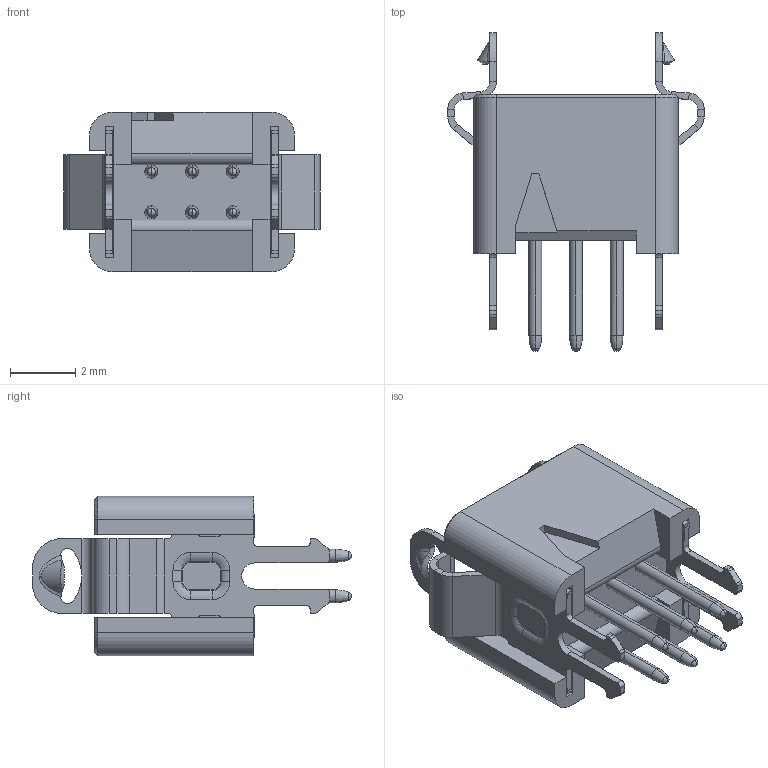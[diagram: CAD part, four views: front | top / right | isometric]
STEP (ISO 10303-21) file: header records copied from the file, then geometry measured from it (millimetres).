
FILE_DESCRIPTION((''),'2;1');
FILE_NAME('G125-MV10605L1P_ASM','2013-08-27T',('sflower'),(''),'PRO/ENGINEER BY PARAMETRIC TECHNOLOGY CORPORATION, 2013150','PRO/ENGINEER BY PARAMETRIC TECHNOLOGY CORPORATION, 2013150','');
FILE_SCHEMA(('CONFIG_CONTROL_DESIGN'));
Length unit declared in the file: millimetre
Products named in the file (4): G125-3010696; G125-1030005; G125-414; G125-MV10605L1P_ASM
Assembly tree (9 placements, depth 2):
  G125-MV10605L1P_ASM
    G125-3010696
    G125-1030005  x6
    G125-414  x2
Bounding box: 7.88 x 9.8 x 4.9 mm (x, y, z)
Volume: 79.2 mm3; surface area: 367.9 mm2
Topology: 9 solids, 9 shells, 1295 faces, 3028 edges, 1750 vertices
Faces by surface type: bspline 698, plane 273, cylinder 176, torus 140, cone 8
Entity records: 19955 total; most frequent: CARTESIAN_POINT 7112, ORIENTED_EDGE 2124, DIRECTION 1822, PRESENTATION_STYLE_ASSIGNMENT 1067, STYLED_ITEM 1067, CURVE_STYLE 1062, EDGE_CURVE 1062, AXIS2_PLACEMENT_3D 655
